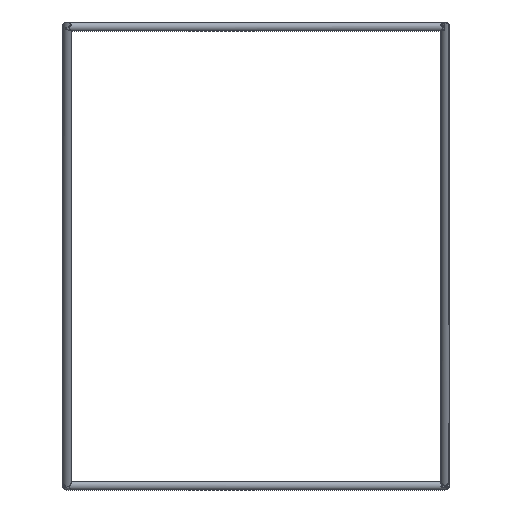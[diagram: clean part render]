
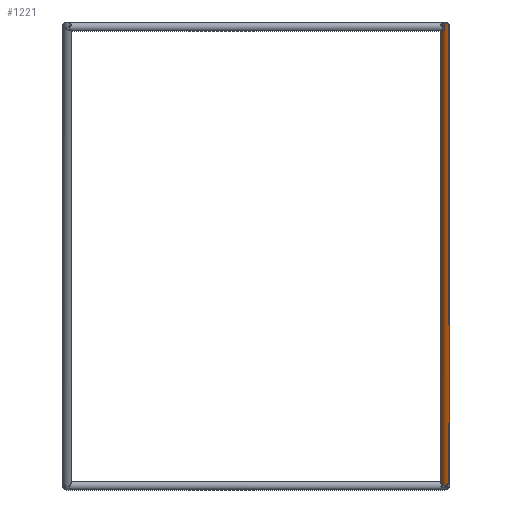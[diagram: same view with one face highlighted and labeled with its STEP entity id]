
A CAD part, front view. The second image highlights one B-rep face of the part: STEP entity #1221.
In plain terms, the highlighted cylindrical face has radius 12.7 mm (diameter 25.4 mm), a full revolution.
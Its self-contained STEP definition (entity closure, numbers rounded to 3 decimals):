
#60=LINE('',#2169,#86);
#86=VECTOR('',#1599,10.);
#129=FACE_BOUND('',#365,.T.);
#181=ELLIPSE('',#1322,14.665,12.7);
#182=ELLIPSE('',#1323,25.4,12.7);
#197=ELLIPSE('',#1358,17.961,12.7);
#198=ELLIPSE('',#1359,17.961,12.7);
#201=ELLIPSE('',#1364,25.4,12.7);
#202=ELLIPSE('',#1365,25.4,12.7);
#203=ELLIPSE('',#1366,17.961,12.7);
#204=ELLIPSE('',#1367,17.961,12.7);
#271=FACE_OUTER_BOUND('',#364,.T.);
#364=EDGE_LOOP('',(#877,#878,#879,#880,#881));
#365=EDGE_LOOP('',(#882,#883,#884,#885));
#506=VERTEX_POINT('',#2127);
#507=VERTEX_POINT('',#2128);
#508=VERTEX_POINT('',#2130);
#524=VERTEX_POINT('',#2167);
#525=VERTEX_POINT('',#2168);
#536=VERTEX_POINT('',#2261);
#537=VERTEX_POINT('',#2263);
#538=VERTEX_POINT('',#2270);
#539=VERTEX_POINT('',#2273);
#634=EDGE_CURVE('',#506,#507,#181,.T.);
#635=EDGE_CURVE('',#507,#508,#182,.T.);
#651=EDGE_CURVE('',#524,#525,#60,.T.);
#670=EDGE_CURVE('',#525,#536,#197,.T.);
#671=EDGE_CURVE('',#537,#524,#198,.T.);
#675=EDGE_CURVE('',#536,#538,#201,.T.);
#676=EDGE_CURVE('',#538,#537,#202,.T.);
#677=EDGE_CURVE('',#539,#506,#203,.T.);
#678=EDGE_CURVE('',#508,#539,#204,.T.);
#877=ORIENTED_EDGE('',*,*,#670,.T.);
#878=ORIENTED_EDGE('',*,*,#675,.T.);
#879=ORIENTED_EDGE('',*,*,#676,.T.);
#880=ORIENTED_EDGE('',*,*,#671,.T.);
#881=ORIENTED_EDGE('',*,*,#651,.T.);
#882=ORIENTED_EDGE('',*,*,#634,.F.);
#883=ORIENTED_EDGE('',*,*,#677,.F.);
#884=ORIENTED_EDGE('',*,*,#678,.F.);
#885=ORIENTED_EDGE('',*,*,#635,.F.);
#1149=CYLINDRICAL_SURFACE('',#1363,12.7);
#1221=ADVANCED_FACE('',(#271,#129),#1149,.T.);
#1322=AXIS2_PLACEMENT_3D('',#2129,#1562,#1563);
#1323=AXIS2_PLACEMENT_3D('',#2131,#1564,#1565);
#1358=AXIS2_PLACEMENT_3D('',#2262,#1642,#1643);
#1359=AXIS2_PLACEMENT_3D('',#2264,#1644,#1645);
#1363=AXIS2_PLACEMENT_3D('',#2269,#1653,#1654);
#1364=AXIS2_PLACEMENT_3D('',#2271,#1655,#1656);
#1365=AXIS2_PLACEMENT_3D('',#2272,#1657,#1658);
#1366=AXIS2_PLACEMENT_3D('',#2274,#1659,#1660);
#1367=AXIS2_PLACEMENT_3D('',#2275,#1661,#1662);
#1562=DIRECTION('center_axis',(0.,0.866,-0.5));
#1563=DIRECTION('ref_axis',(0.,0.5,0.866));
#1564=DIRECTION('center_axis',(0.,-0.5,-0.866));
#1565=DIRECTION('ref_axis',(0.,0.866,-0.5));
#1599=DIRECTION('',(0.,0.5,-0.866));
#1642=DIRECTION('center_axis',(0.707,0.354,-0.612));
#1643=DIRECTION('ref_axis',(0.707,-0.354,0.612));
#1644=DIRECTION('center_axis',(0.707,-0.354,0.612));
#1645=DIRECTION('ref_axis',(-0.707,-0.354,0.612));
#1653=DIRECTION('center_axis',(0.,-0.5,0.866));
#1654=DIRECTION('ref_axis',(1.,0.,0.));
#1655=DIRECTION('center_axis',(0.,-0.5,-0.866));
#1656=DIRECTION('ref_axis',(0.,0.866,-0.5));
#1657=DIRECTION('center_axis',(0.,-0.5,-0.866));
#1658=DIRECTION('ref_axis',(0.,-0.866,0.5));
#1659=DIRECTION('center_axis',(-0.707,0.354,-0.612));
#1660=DIRECTION('ref_axis',(0.707,0.354,-0.612));
#1661=DIRECTION('center_axis',(0.707,0.354,-0.612));
#1662=DIRECTION('ref_axis',(0.707,-0.354,0.612));
#2127=CARTESIAN_POINT('',(-6.35,6.35,10.999));
#2128=CARTESIAN_POINT('',(12.7,0.,0.));
#2129=CARTESIAN_POINT('Origin',(0.,0.,0.));
#2130=CARTESIAN_POINT('',(10.999,-10.999,6.35));
#2131=CARTESIAN_POINT('Origin',(0.,0.,0.));
#2167=CARTESIAN_POINT('',(-0.335,-759.062,1289.342));
#2168=CARTESIAN_POINT('',(-0.335,-758.727,1288.762));
#2169=CARTESIAN_POINT('',(-0.335,-10.995,-6.348));
#2261=CARTESIAN_POINT('',(-10.999,-736.901,1289.05));
#2262=CARTESIAN_POINT('Origin',(0.,-747.9,1295.4));
#2263=CARTESIAN_POINT('',(-10.999,-758.898,1301.75));
#2264=CARTESIAN_POINT('Origin',(0.,-747.9,1295.4));
#2269=CARTESIAN_POINT('Origin',(0.,0.,0.));
#2270=CARTESIAN_POINT('',(12.7,-747.9,1295.4));
#2271=CARTESIAN_POINT('Origin',(0.,-747.9,1295.4));
#2272=CARTESIAN_POINT('Origin',(0.,-747.9,1295.4));
#2273=CARTESIAN_POINT('',(0.,-10.999,-6.35));
#2274=CARTESIAN_POINT('Origin',(0.,0.,0.));
#2275=CARTESIAN_POINT('Origin',(0.,0.,0.));
